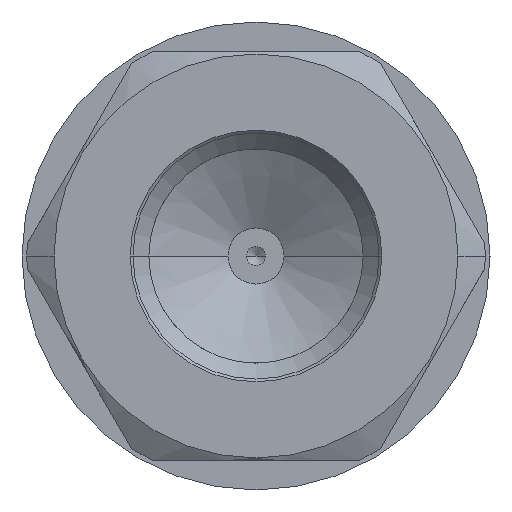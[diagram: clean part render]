
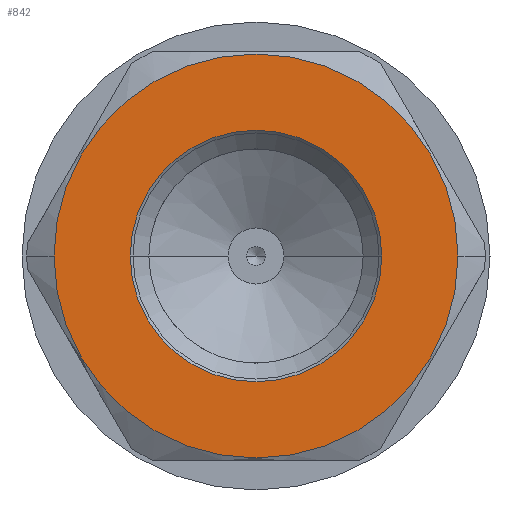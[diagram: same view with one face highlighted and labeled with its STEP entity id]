
A CAD part, left-side view. The second image highlights one B-rep face of the part: STEP entity #842.
In plain terms, the highlighted planar face has unit normal (-1, 0, 0).
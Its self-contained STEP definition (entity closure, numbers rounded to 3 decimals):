
#199=CARTESIAN_POINT('',(-20.,0.,0.));
#200=DIRECTION('',(-1.,0.,0.));
#201=DIRECTION('',(0.,0.,-1.));
#202=AXIS2_PLACEMENT_3D('',#199,#200,#201);
#204=CARTESIAN_POINT('',(-20.,0.,0.));
#205=DIRECTION('',(-1.,0.,0.));
#206=DIRECTION('',(0.,0.,1.));
#207=AXIS2_PLACEMENT_3D('',#204,#205,#206);
#209=CARTESIAN_POINT('',(-20.,0.,0.));
#210=DIRECTION('',(-1.,0.,0.));
#211=DIRECTION('',(0.,1.,0.));
#212=AXIS2_PLACEMENT_3D('',#209,#210,#211);
#219=CARTESIAN_POINT('',(-20.,0.,0.));
#220=DIRECTION('',(-1.,0.,0.));
#221=DIRECTION('',(0.,-1.,0.));
#222=AXIS2_PLACEMENT_3D('',#219,#220,#221);
#491=CARTESIAN_POINT('',(-20.,0.,-10.8));
#492=CARTESIAN_POINT('',(-20.,0.,10.8));
#493=VERTEX_POINT('',#491);
#494=VERTEX_POINT('',#492);
#535=CARTESIAN_POINT('',(-20.,6.728,0.));
#536=CARTESIAN_POINT('',(-20.,-6.728,0.));
#537=VERTEX_POINT('',#535);
#538=VERTEX_POINT('',#536);
#827=CARTESIAN_POINT('',(-20.,0.,0.));
#828=DIRECTION('',(-1.,0.,0.));
#829=DIRECTION('',(0.,0.,1.));
#830=AXIS2_PLACEMENT_3D('',#827,#828,#829);
#831=PLANE('',#830);
#832=ORIENTED_EDGE('',*,*,#805,.F.);
#833=ORIENTED_EDGE('',*,*,#821,.F.);
#834=EDGE_LOOP('',(#832,#833));
#835=FACE_OUTER_BOUND('',#834,.F.);
#837=ORIENTED_EDGE('',*,*,#836,.T.);
#839=ORIENTED_EDGE('',*,*,#838,.T.);
#840=EDGE_LOOP('',(#837,#839));
#841=FACE_BOUND('',#840,.F.);
#842=ADVANCED_FACE('',(#835,#841),#831,.T.);
#203=CIRCLE('',#202,10.8);
#208=CIRCLE('',#207,10.8);
#213=CIRCLE('',#212,6.728);
#223=CIRCLE('',#222,6.728);
#805=EDGE_CURVE('',#493,#494,#203,.T.);
#821=EDGE_CURVE('',#494,#493,#208,.T.);
#836=EDGE_CURVE('',#537,#538,#213,.T.);
#838=EDGE_CURVE('',#538,#537,#223,.T.);
